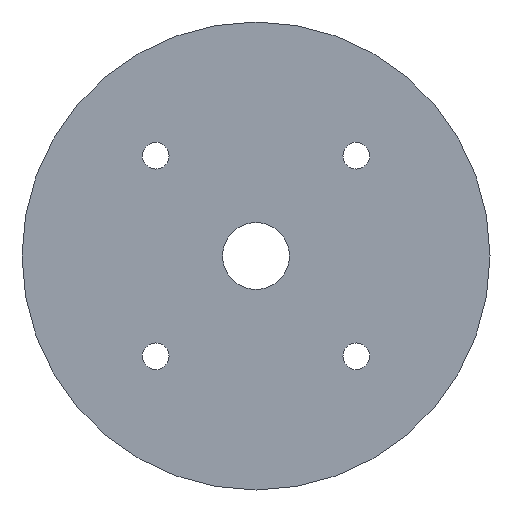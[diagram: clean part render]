
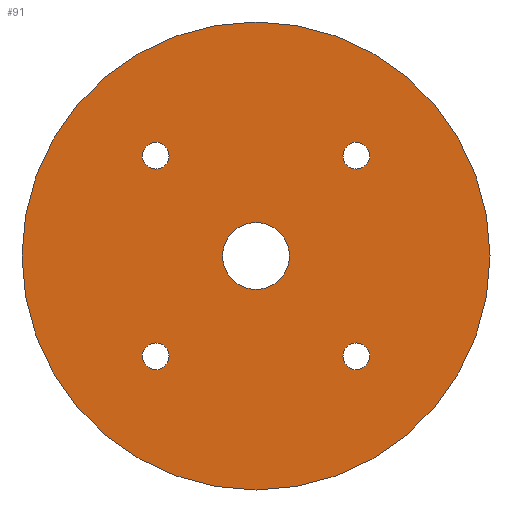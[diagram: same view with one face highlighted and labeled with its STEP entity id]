
A CAD part, front view. The second image highlights one B-rep face of the part: STEP entity #91.
In plain terms, the highlighted planar face has unit normal (0, -1, 0).
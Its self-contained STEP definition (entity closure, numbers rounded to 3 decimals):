
#4 = EDGE_CURVE ( 'NONE', #443, #499, #21, .T. ) ;
#5 = DIRECTION ( 'NONE',  ( 0., 0., 1. ) ) ;
#11 = ORIENTED_EDGE ( 'NONE', *, *, #458, .T. ) ;
#13 = CARTESIAN_POINT ( 'NONE',  ( 0., 0., 0. ) ) ;
#18 = CARTESIAN_POINT ( 'NONE',  ( 0., 0., 0. ) ) ;
#19 = AXIS2_PLACEMENT_3D ( 'NONE', #18, #20, #143 ) ;
#20 = DIRECTION ( 'NONE',  ( 0., 1., 0. ) ) ;
#21 = CIRCLE ( 'NONE', #332, 1. ) ;
#30 = AXIS2_PLACEMENT_3D ( 'NONE', #119, #201, #247 ) ;
#34 = EDGE_CURVE ( 'NONE', #499, #443, #346, .T. ) ;
#36 = CARTESIAN_POINT ( 'NONE',  ( 0., 0., 17.5 ) ) ;
#37 = FACE_BOUND ( 'NONE', #185, .T. ) ;
#46 = VERTEX_POINT ( 'NONE', #364 ) ;
#54 = AXIS2_PLACEMENT_3D ( 'NONE', #451, #405, #291 ) ;
#56 = ORIENTED_EDGE ( 'NONE', *, *, #508, .T. ) ;
#60 = CARTESIAN_POINT ( 'NONE',  ( 7.5, 0., -7.5 ) ) ;
#63 = DIRECTION ( 'NONE',  ( 0., 0., 1. ) ) ;
#64 = AXIS2_PLACEMENT_3D ( 'NONE', #301, #178, #467 ) ;
#67 = EDGE_LOOP ( 'NONE', ( #246, #309 ) ) ;
#71 = VERTEX_POINT ( 'NONE', #36 ) ;
#80 = VERTEX_POINT ( 'NONE', #486 ) ;
#84 = CARTESIAN_POINT ( 'NONE',  ( 0., 0., 0. ) ) ;
#85 = FACE_OUTER_BOUND ( 'NONE', #67, .T. ) ;
#86 = AXIS2_PLACEMENT_3D ( 'NONE', #13, #306, #92 ) ;
#91 = ADVANCED_FACE ( 'NONE', ( #352, #37, #439, #258, #362, #85 ), #330, .F. ) ;
#92 = DIRECTION ( 'NONE',  ( 0., 0., 1. ) ) ;
#95 = VERTEX_POINT ( 'NONE', #536 ) ;
#97 = VERTEX_POINT ( 'NONE', #325 ) ;
#101 = DIRECTION ( 'NONE',  ( 0., 1., 0. ) ) ;
#105 = EDGE_LOOP ( 'NONE', ( #347, #11 ) ) ;
#106 = EDGE_CURVE ( 'NONE', #513, #95, #452, .T. ) ;
#115 = CARTESIAN_POINT ( 'NONE',  ( 7.5, 0., -8.5 ) ) ;
#119 = CARTESIAN_POINT ( 'NONE',  ( -7.5, 0., -7.5 ) ) ;
#121 = DIRECTION ( 'NONE',  ( 0., 1., 0. ) ) ;
#123 = DIRECTION ( 'NONE',  ( 0., 0., 1. ) ) ;
#125 = EDGE_CURVE ( 'NONE', #480, #80, #355, .T. ) ;
#143 = DIRECTION ( 'NONE',  ( 0., 0., 1. ) ) ;
#145 = DIRECTION ( 'NONE',  ( 0., 0., 1. ) ) ;
#147 = AXIS2_PLACEMENT_3D ( 'NONE', #527, #192, #268 ) ;
#148 = CARTESIAN_POINT ( 'NONE',  ( -7.5, 0., 6.5 ) ) ;
#152 = DIRECTION ( 'NONE',  ( 0., 0., 1. ) ) ;
#156 = ORIENTED_EDGE ( 'NONE', *, *, #125, .T. ) ;
#160 = DIRECTION ( 'NONE',  ( 0., 1., 0. ) ) ;
#164 = AXIS2_PLACEMENT_3D ( 'NONE', #169, #254, #5 ) ;
#169 = CARTESIAN_POINT ( 'NONE',  ( 7.5, 0., 7.5 ) ) ;
#170 = CIRCLE ( 'NONE', #164, 1. ) ;
#173 = CIRCLE ( 'NONE', #193, 2.5 ) ;
#174 = EDGE_LOOP ( 'NONE', ( #485, #372 ) ) ;
#178 = DIRECTION ( 'NONE',  ( 0., 1., 0. ) ) ;
#185 = EDGE_LOOP ( 'NONE', ( #522, #395 ) ) ;
#187 = CARTESIAN_POINT ( 'NONE',  ( 0., 0., 0. ) ) ;
#192 = DIRECTION ( 'NONE',  ( 0., 1., 0. ) ) ;
#193 = AXIS2_PLACEMENT_3D ( 'NONE', #187, #518, #145 ) ;
#196 = DIRECTION ( 'NONE',  ( 0., 1., 0. ) ) ;
#200 = VERTEX_POINT ( 'NONE', #115 ) ;
#201 = DIRECTION ( 'NONE',  ( 0., 1., 0. ) ) ;
#213 = CIRCLE ( 'NONE', #368, 17.5 ) ;
#225 = CARTESIAN_POINT ( 'NONE',  ( -7.5, 0., 8.5 ) ) ;
#226 = EDGE_CURVE ( 'NONE', #390, #71, #213, .T. ) ;
#235 = DIRECTION ( 'NONE',  ( 0., 0., 1. ) ) ;
#236 = AXIS2_PLACEMENT_3D ( 'NONE', #243, #160, #369 ) ;
#243 = CARTESIAN_POINT ( 'NONE',  ( 7.5, 0., 7.5 ) ) ;
#246 = ORIENTED_EDGE ( 'NONE', *, *, #226, .F. ) ;
#247 = DIRECTION ( 'NONE',  ( 0., 0., 1. ) ) ;
#254 = DIRECTION ( 'NONE',  ( 0., 1., 0. ) ) ;
#258 = FACE_BOUND ( 'NONE', #105, .T. ) ;
#268 = DIRECTION ( 'NONE',  ( 0., 0., 1. ) ) ;
#277 = DIRECTION ( 'NONE',  ( 0., 1., 0. ) ) ;
#282 = ORIENTED_EDGE ( 'NONE', *, *, #431, .T. ) ;
#283 = CARTESIAN_POINT ( 'NONE',  ( -7.5, 0., 7.5 ) ) ;
#291 = DIRECTION ( 'NONE',  ( 0., 0., 1. ) ) ;
#296 = CARTESIAN_POINT ( 'NONE',  ( 0., 0., 2.5 ) ) ;
#301 = CARTESIAN_POINT ( 'NONE',  ( -7.5, 0., -7.5 ) ) ;
#304 = EDGE_CURVE ( 'NONE', #95, #513, #170, .T. ) ;
#306 = DIRECTION ( 'NONE',  ( 0., 1., 0. ) ) ;
#307 = CARTESIAN_POINT ( 'NONE',  ( -7.5, 0., -6.5 ) ) ;
#309 = ORIENTED_EDGE ( 'NONE', *, *, #514, .F. ) ;
#311 = AXIS2_PLACEMENT_3D ( 'NONE', #535, #277, #152 ) ;
#325 = CARTESIAN_POINT ( 'NONE',  ( 0., 0., -2.5 ) ) ;
#330 = PLANE ( 'NONE',  #54 ) ;
#332 = AXIS2_PLACEMENT_3D ( 'NONE', #283, #196, #235 ) ;
#334 = VERTEX_POINT ( 'NONE', #296 ) ;
#346 = CIRCLE ( 'NONE', #311, 1. ) ;
#347 = ORIENTED_EDGE ( 'NONE', *, *, #541, .T. ) ;
#352 = FACE_BOUND ( 'NONE', #174, .T. ) ;
#355 = CIRCLE ( 'NONE', #30, 1. ) ;
#361 = CIRCLE ( 'NONE', #64, 1. ) ;
#362 = FACE_BOUND ( 'NONE', #429, .T. ) ;
#363 = CIRCLE ( 'NONE', #147, 1. ) ;
#364 = CARTESIAN_POINT ( 'NONE',  ( 7.5, 0., -6.5 ) ) ;
#368 = AXIS2_PLACEMENT_3D ( 'NONE', #84, #121, #123 ) ;
#369 = DIRECTION ( 'NONE',  ( 0., 0., 1. ) ) ;
#372 = ORIENTED_EDGE ( 'NONE', *, *, #34, .T. ) ;
#374 = CIRCLE ( 'NONE', #86, 2.5 ) ;
#390 = VERTEX_POINT ( 'NONE', #421 ) ;
#392 = CARTESIAN_POINT ( 'NONE',  ( 7.5, 0., 8.5 ) ) ;
#395 = ORIENTED_EDGE ( 'NONE', *, *, #304, .T. ) ;
#397 = AXIS2_PLACEMENT_3D ( 'NONE', #60, #101, #63 ) ;
#405 = DIRECTION ( 'NONE',  ( 0., 1., 0. ) ) ;
#408 = ORIENTED_EDGE ( 'NONE', *, *, #487, .T. ) ;
#419 = CIRCLE ( 'NONE', #19, 17.5 ) ;
#421 = CARTESIAN_POINT ( 'NONE',  ( 0., 0., -17.5 ) ) ;
#429 = EDGE_LOOP ( 'NONE', ( #156, #282 ) ) ;
#431 = EDGE_CURVE ( 'NONE', #80, #480, #361, .T. ) ;
#439 = FACE_BOUND ( 'NONE', #456, .T. ) ;
#443 = VERTEX_POINT ( 'NONE', #225 ) ;
#451 = CARTESIAN_POINT ( 'NONE',  ( 0., 0., 0. ) ) ;
#452 = CIRCLE ( 'NONE', #236, 1. ) ;
#456 = EDGE_LOOP ( 'NONE', ( #56, #408 ) ) ;
#458 = EDGE_CURVE ( 'NONE', #97, #334, #374, .T. ) ;
#467 = DIRECTION ( 'NONE',  ( 0., 0., 1. ) ) ;
#480 = VERTEX_POINT ( 'NONE', #307 ) ;
#485 = ORIENTED_EDGE ( 'NONE', *, *, #4, .T. ) ;
#486 = CARTESIAN_POINT ( 'NONE',  ( -7.5, 0., -8.5 ) ) ;
#487 = EDGE_CURVE ( 'NONE', #200, #46, #531, .T. ) ;
#499 = VERTEX_POINT ( 'NONE', #148 ) ;
#508 = EDGE_CURVE ( 'NONE', #46, #200, #363, .T. ) ;
#513 = VERTEX_POINT ( 'NONE', #392 ) ;
#514 = EDGE_CURVE ( 'NONE', #71, #390, #419, .T. ) ;
#518 = DIRECTION ( 'NONE',  ( 0., 1., 0. ) ) ;
#522 = ORIENTED_EDGE ( 'NONE', *, *, #106, .T. ) ;
#527 = CARTESIAN_POINT ( 'NONE',  ( 7.5, 0., -7.5 ) ) ;
#531 = CIRCLE ( 'NONE', #397, 1. ) ;
#535 = CARTESIAN_POINT ( 'NONE',  ( -7.5, 0., 7.5 ) ) ;
#536 = CARTESIAN_POINT ( 'NONE',  ( 7.5, 0., 6.5 ) ) ;
#541 = EDGE_CURVE ( 'NONE', #334, #97, #173, .T. ) ;
